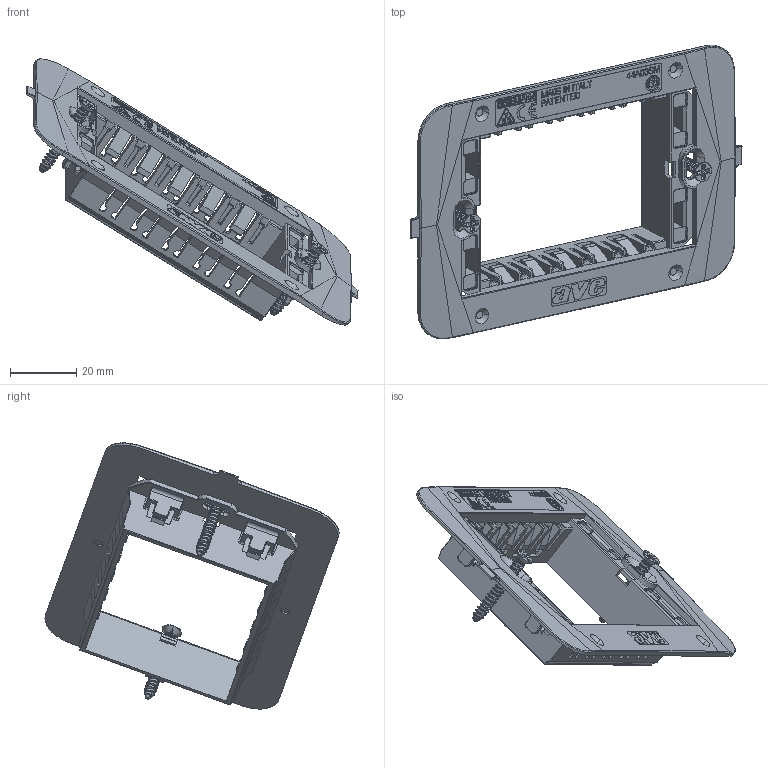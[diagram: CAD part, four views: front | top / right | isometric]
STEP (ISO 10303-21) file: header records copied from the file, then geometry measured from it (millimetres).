
FILE_DESCRIPTION(('CATIA V5 STEP Exchange'),'2;1');
FILE_NAME('44A03SM.stp','2023-09-26T13:04:23+00:00',('none'),('none'),'CATIA Version 5-6 Release 2016 SP6','CATIA V5 STEP AP203','none');
FILE_SCHEMA(('CONFIG_CONTROL_DESIGN'));
Products named in the file (1): 44A03SM
Assembly tree (4 placements, depth 2):
  44A03SM
    #57
    #83265  x2
    #96457
Bounding box: 100.26 x 88.8 x 80.37 mm (x, y, z)
Volume: 14481.5 mm3; surface area: 21110.7 mm2
Topology: 3 solids, 3 shells, 3005 faces, 8121 edges, 5112 vertices
Faces by surface type: plane 1710, cylinder 551, bspline 544, cone 104, torus 48, sphere 28, extrusion 20
Entity records: 96194 total; most frequent: CARTESIAN_POINT 35955, ORIENTED_EDGE 14670, DIRECTION 8919, EDGE_CURVE 7335, VECTOR 4920, LINE 4900, VERTEX_POINT 4682, EDGE_LOOP 2761
